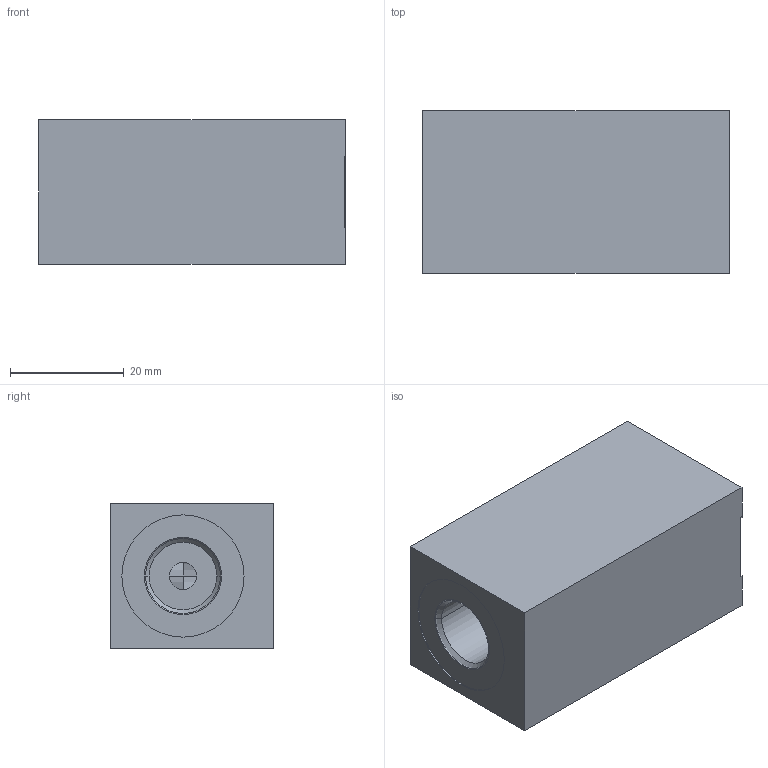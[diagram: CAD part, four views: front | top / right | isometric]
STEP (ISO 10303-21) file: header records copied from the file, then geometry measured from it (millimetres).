
FILE_DESCRIPTION((''),'2;1');
FILE_NAME('ILCM43196100','2018-10-12T',('als'),(''),'PRO/ENGINEER BY PARAMETRIC TECHNOLOGY CORPORATION, 2013320','PRO/ENGINEER BY PARAMETRIC TECHNOLOGY CORPORATION, 2013320','');
FILE_SCHEMA(('AUTOMOTIVE_DESIGN { 1 0 10303 214 1 1 1 1 }'));
Length unit declared in the file: inch
Products named in the file (1): ILCM43196100
Bounding box: 53.98 x 28.57 x 25.4 mm (x, y, z)
Volume: 32354 mm3; surface area: 11131.6 mm2
Topology: 1 solids, 4 shells, 204 faces, 547 edges, 362 vertices
Faces by surface type: plane 171, cylinder 25, cone 8
Entity records: 8355 total; most frequent: CARTESIAN_POINT 1210, ORIENTED_EDGE 1078, DIRECTION 997, PRESENTATION_STYLE_ASSIGNMENT 571, STYLED_ITEM 549, CURVE_STYLE 545, EDGE_CURVE 545, VECTOR 479
